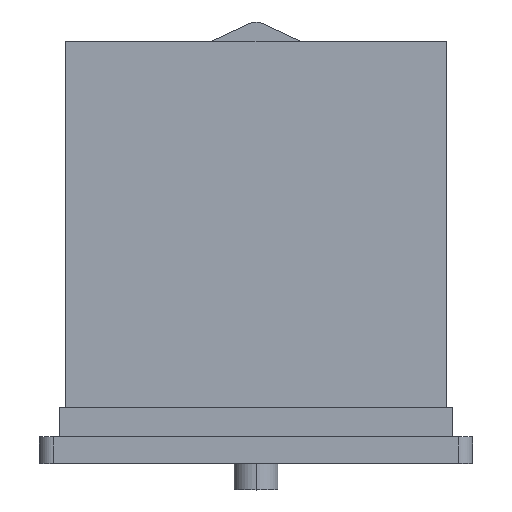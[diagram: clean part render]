
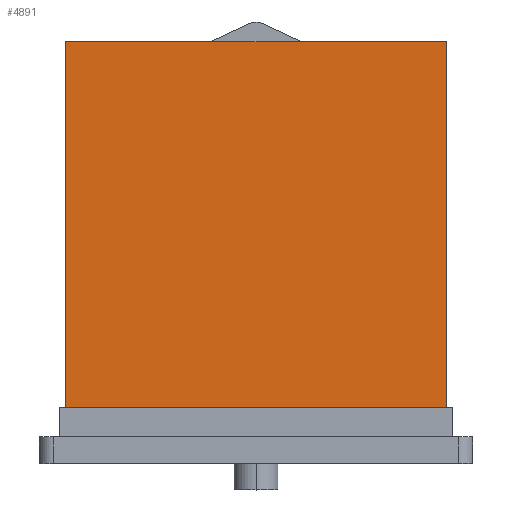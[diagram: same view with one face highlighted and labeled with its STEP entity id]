
A CAD part, top view. The second image highlights one B-rep face of the part: STEP entity #4891.
In plain terms, the highlighted planar face has unit normal (0, 0, 1).
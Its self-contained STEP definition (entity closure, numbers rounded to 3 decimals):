
#1809=DIRECTION('',(1.,0.,0.));
#1810=VECTOR('',#1809,26.);
#1811=CARTESIAN_POINT('',(-13.,2.,13.));
#1812=LINE('',#1811,#1810);
#1816=DIRECTION('',(0.,-1.,0.));
#1817=VECTOR('',#1816,25.);
#1818=CARTESIAN_POINT('',(-13.,27.,13.));
#1819=LINE('',#1818,#1817);
#1823=DIRECTION('',(-1.,0.,0.));
#1824=VECTOR('',#1823,26.);
#1825=CARTESIAN_POINT('',(13.,27.,13.));
#1826=LINE('',#1825,#1824);
#1830=DIRECTION('',(0.,1.,0.));
#1831=VECTOR('',#1830,25.);
#1832=CARTESIAN_POINT('',(13.,2.,13.));
#1833=LINE('',#1832,#1831);
#2839=CARTESIAN_POINT('',(13.,27.,13.));
#2840=CARTESIAN_POINT('',(-13.,27.,13.));
#2841=VERTEX_POINT('',#2839);
#2842=VERTEX_POINT('',#2840);
#3099=CARTESIAN_POINT('',(-13.,2.,13.));
#3100=CARTESIAN_POINT('',(13.,2.,13.));
#3101=VERTEX_POINT('',#3099);
#3102=VERTEX_POINT('',#3100);
#4878=CARTESIAN_POINT('',(0.,0.,13.));
#4879=DIRECTION('',(0.,0.,1.));
#4880=DIRECTION('',(1.,0.,0.));
#4881=AXIS2_PLACEMENT_3D('',#4878,#4879,#4880);
#4882=PLANE('',#4881);
#4883=ORIENTED_EDGE('',*,*,#3363,.F.);
#4885=ORIENTED_EDGE('',*,*,#4884,.F.);
#4887=ORIENTED_EDGE('',*,*,#4886,.F.);
#4888=ORIENTED_EDGE('',*,*,#4851,.F.);
#4889=EDGE_LOOP('',(#4883,#4885,#4887,#4888));
#4890=FACE_OUTER_BOUND('',#4889,.F.);
#4891=ADVANCED_FACE('',(#4890),#4882,.T.);
#3363=EDGE_CURVE('',#3101,#3102,#1812,.T.);
#4851=EDGE_CURVE('',#3102,#2841,#1833,.T.);
#4884=EDGE_CURVE('',#2842,#3101,#1819,.T.);
#4886=EDGE_CURVE('',#2841,#2842,#1826,.T.);
